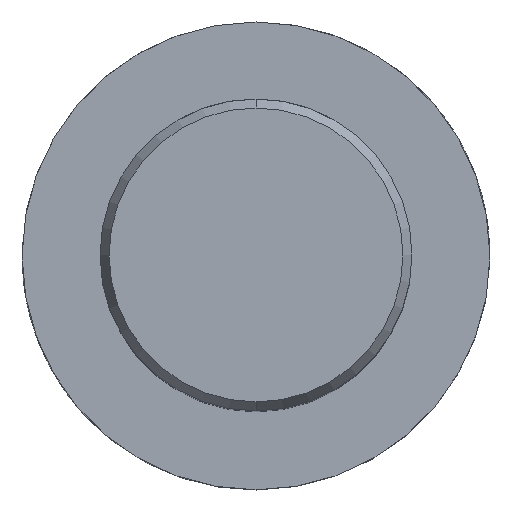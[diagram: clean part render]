
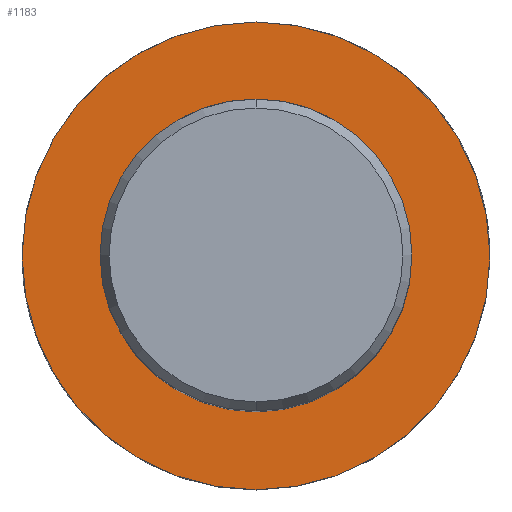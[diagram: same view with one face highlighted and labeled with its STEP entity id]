
A CAD part, top view. The second image highlights one B-rep face of the part: STEP entity #1183.
In plain terms, the highlighted planar face has unit normal (0, 0, 1).
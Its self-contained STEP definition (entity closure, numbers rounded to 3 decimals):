
#477=EDGE_CURVE('',#1045,#593,#1294,.T.);
#501=VERTEX_POINT('',#1321);
#593=VERTEX_POINT('',#1425);
#703=EDGE_CURVE('',#593,#1045,#1545,.T.);
#881=EDGE_CURVE('',#501,#1141,#1735,.T.);
#1037=EDGE_CURVE('',#1141,#501,#1906,.T.);
#1045=VERTEX_POINT('',#1915);
#1141=VERTEX_POINT('',#2020);
#1183=ADVANCED_FACE('',(#2064,#2065),#2066,.T.);
#1294=CIRCLE('',#2238,20.0);
#1321=CARTESIAN_POINT('',(0.,-30.0,-70.0));
#1425=CARTESIAN_POINT('',(0.0,20.0,-70.0));
#1545=CIRCLE('',#3150,20.0);
#1735=CIRCLE('',#3530,30.0);
#1906=CIRCLE('',#4109,30.0);
#1915=CARTESIAN_POINT('',(0.,-20.0,-70.0));
#2020=CARTESIAN_POINT('',(0.0,30.0,-70.0));
#2064=FACE_BOUND('',#4871,.T.);
#2065=FACE_OUTER_BOUND('',#4872,.T.);
#2066=PLANE('',#4873);
#2238=AXIS2_PLACEMENT_3D('',#5028,#5029,#5030);
#3150=AXIS2_PLACEMENT_3D('',#5349,#5350,#5351);
#3530=AXIS2_PLACEMENT_3D('',#5558,#5559,#5560);
#4109=AXIS2_PLACEMENT_3D('',#5725,#5726,#5727);
#4871=EDGE_LOOP('',(#5889,#5890));
#4872=EDGE_LOOP('',(#5891,#5892));
#4873=AXIS2_PLACEMENT_3D('',#5893,#5894,#5895);
#5028=CARTESIAN_POINT('',(0.0,0.0,-70.0));
#5029=DIRECTION('',(-0.0,0.0,-1.0));
#5030=DIRECTION('',(0.0,1.0,0.0));
#5349=CARTESIAN_POINT('',(0.0,0.0,-70.0));
#5350=DIRECTION('',(-0.0,0.0,-1.0));
#5351=DIRECTION('',(0.0,1.0,0.0));
#5558=CARTESIAN_POINT('',(0.0,0.0,-70.0));
#5559=DIRECTION('',(0.0,0.0,-1.0));
#5560=DIRECTION('',(0.0,1.0,0.0));
#5725=CARTESIAN_POINT('',(0.0,0.0,-70.0));
#5726=DIRECTION('',(0.0,0.0,-1.0));
#5727=DIRECTION('',(0.0,1.0,0.0));
#5889=ORIENTED_EDGE('',*,*,#703,.T.);
#5890=ORIENTED_EDGE('',*,*,#477,.T.);
#5891=ORIENTED_EDGE('',*,*,#1037,.F.);
#5892=ORIENTED_EDGE('',*,*,#881,.F.);
#5893=CARTESIAN_POINT('',(0.0,15.0,-70.0));
#5894=DIRECTION('',(-0.0,0.0,1.0));
#5895=DIRECTION('',(0.0,-1.0,0.0));
